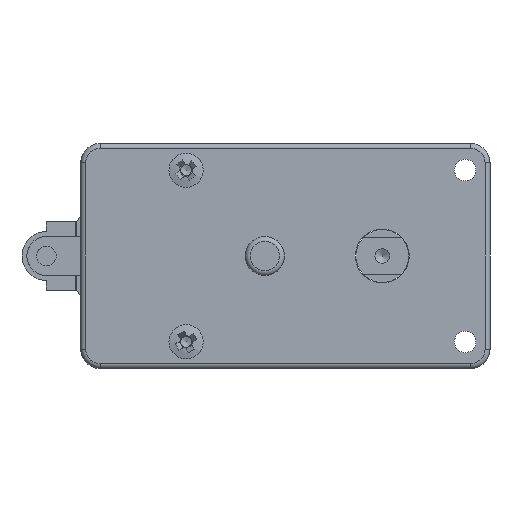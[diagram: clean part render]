
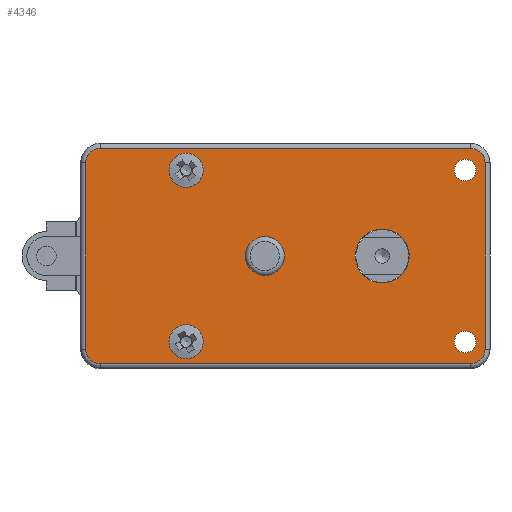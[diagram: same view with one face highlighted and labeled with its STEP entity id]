
A CAD part, front view. The second image highlights one B-rep face of the part: STEP entity #4346.
In plain terms, the highlighted planar face has unit normal (0, -1, 0).
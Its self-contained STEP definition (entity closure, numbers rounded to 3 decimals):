
#199 = AXIS2_PLACEMENT_3D ( 'NONE', #2231, #5456, #5629 ) ;
#258 = EDGE_CURVE ( 'NONE', #2892, #2892, #7354, .T. ) ;
#429 = VERTEX_POINT ( 'NONE', #4564 ) ;
#439 = CIRCLE ( 'NONE', #2275, 1.5 ) ;
#469 = EDGE_CURVE ( 'NONE', #7431, #5957, #6531, .T. ) ;
#517 = CARTESIAN_POINT ( 'NONE',  ( 10.5, -7., -11.5 ) ) ;
#621 = CARTESIAN_POINT ( 'NONE',  ( -18.29, -7., 8.77 ) ) ;
#846 = CARTESIAN_POINT ( 'NONE',  ( -30.3, -7., -11.5 ) ) ;
#863 = CARTESIAN_POINT ( 'NONE',  ( 9., -7., -11. ) ) ;
#894 = ORIENTED_EDGE ( 'NONE', *, *, #3846, .T. ) ;
#950 = CARTESIAN_POINT ( 'NONE',  ( -30.3, -7., 9.5 ) ) ;
#1108 = FACE_BOUND ( 'NONE', #6347, .T. ) ;
#1122 = EDGE_CURVE ( 'NONE', #2575, #7431, #2985, .T. ) ;
#1249 = DIRECTION ( 'NONE',  ( 0., -1., 0. ) ) ;
#1250 = AXIS2_PLACEMENT_3D ( 'NONE', #5326, #2734, #7279 ) ;
#1261 = CARTESIAN_POINT ( 'NONE',  ( 10.5, -7., -9.5 ) ) ;
#1267 = VECTOR ( 'NONE', #3694, 1000. ) ;
#1321 = VERTEX_POINT ( 'NONE', #6838 ) ;
#1345 = EDGE_CURVE ( 'NONE', #5613, #5613, #7935, .T. ) ;
#1483 = EDGE_LOOP ( 'NONE', ( #5510, #894, #5066, #8526, #4322, #3879, #7291, #2645 ) ) ;
#1539 = CARTESIAN_POINT ( 'NONE',  ( 9.56, -7., -8.77 ) ) ;
#1565 = VERTEX_POINT ( 'NONE', #950 ) ;
#1604 = DIRECTION ( 'NONE',  ( 1., 0., 0. ) ) ;
#1910 = AXIS2_PLACEMENT_3D ( 'NONE', #7670, #3555, #6223 ) ;
#1994 = EDGE_LOOP ( 'NONE', ( #4520 ) ) ;
#1997 = CARTESIAN_POINT ( 'NONE',  ( -10., -7., 0. ) ) ;
#2081 = DIRECTION ( 'NONE',  ( 1., 0., 0. ) ) ;
#2129 = CARTESIAN_POINT ( 'NONE',  ( -28.8, -7., 9.5 ) ) ;
#2231 = CARTESIAN_POINT ( 'NONE',  ( 8.46, -7., -8.77 ) ) ;
#2275 = AXIS2_PLACEMENT_3D ( 'NONE', #2129, #6864, #4805 ) ;
#2317 = EDGE_LOOP ( 'NONE', ( #4148 ) ) ;
#2384 = FACE_BOUND ( 'NONE', #1994, .T. ) ;
#2451 = VERTEX_POINT ( 'NONE', #1997 ) ;
#2575 = VERTEX_POINT ( 'NONE', #863 ) ;
#2628 = DIRECTION ( 'NONE',  ( 1., 0., 0. ) ) ;
#2645 = ORIENTED_EDGE ( 'NONE', *, *, #6217, .T. ) ;
#2654 = VERTEX_POINT ( 'NONE', #621 ) ;
#2725 = DIRECTION ( 'NONE',  ( 0., -1., 0. ) ) ;
#2734 = DIRECTION ( 'NONE',  ( 0., 1., 0. ) ) ;
#2842 = CARTESIAN_POINT ( 'NONE',  ( 10.5, -7., 9.5 ) ) ;
#2851 = DIRECTION ( 'NONE',  ( 0., -1., 0. ) ) ;
#2892 = VERTEX_POINT ( 'NONE', #1539 ) ;
#2985 = CIRCLE ( 'NONE', #6900, 1.5 ) ;
#3073 = AXIS2_PLACEMENT_3D ( 'NONE', #4532, #6450, #5076 ) ;
#3099 = CARTESIAN_POINT ( 'NONE',  ( -12., -7., 0. ) ) ;
#3272 = AXIS2_PLACEMENT_3D ( 'NONE', #5478, #5981, #2081 ) ;
#3452 = CARTESIAN_POINT ( 'NONE',  ( 8.46, -7., 8.77 ) ) ;
#3525 = DIRECTION ( 'NONE',  ( 0., 0., -1. ) ) ;
#3555 = DIRECTION ( 'NONE',  ( 0., -1., 0. ) ) ;
#3691 = CIRCLE ( 'NONE', #4964, 2. ) ;
#3694 = DIRECTION ( 'NONE',  ( -1., 0., 0. ) ) ;
#3720 = CARTESIAN_POINT ( 'NONE',  ( -28.8, -7., -9.5 ) ) ;
#3734 = CARTESIAN_POINT ( 'NONE',  ( 9., -7., 9.5 ) ) ;
#3829 = FACE_BOUND ( 'NONE', #2317, .T. ) ;
#3846 = EDGE_CURVE ( 'NONE', #4031, #1321, #7116, .T. ) ;
#3879 = ORIENTED_EDGE ( 'NONE', *, *, #4717, .T. ) ;
#3923 = EDGE_LOOP ( 'NONE', ( #7922 ) ) ;
#4031 = VERTEX_POINT ( 'NONE', #6647 ) ;
#4148 = ORIENTED_EDGE ( 'NONE', *, *, #4243, .F. ) ;
#4243 = EDGE_CURVE ( 'NONE', #5662, #5662, #6562, .T. ) ;
#4322 = ORIENTED_EDGE ( 'NONE', *, *, #469, .T. ) ;
#4346 = ADVANCED_FACE ( 'NONE', ( #5846, #5760, #2384, #3829, #7155, #6369, #1108 ), #7810, .T. ) ;
#4375 = DIRECTION ( 'NONE',  ( 0., -1., 0. ) ) ;
#4485 = EDGE_CURVE ( 'NONE', #5788, #5788, #5596, .T. ) ;
#4520 = ORIENTED_EDGE ( 'NONE', *, *, #5272, .F. ) ;
#4532 = CARTESIAN_POINT ( 'NONE',  ( -30.8, -7., -11.5 ) ) ;
#4564 = CARTESIAN_POINT ( 'NONE',  ( -28.8, -7., 11. ) ) ;
#4651 = CARTESIAN_POINT ( 'NONE',  ( 9., -7., -9.5 ) ) ;
#4717 = EDGE_CURVE ( 'NONE', #5957, #8671, #6153, .T. ) ;
#4805 = DIRECTION ( 'NONE',  ( 1., 0., 0. ) ) ;
#4869 = CARTESIAN_POINT ( 'NONE',  ( 9.56, -7., 8.77 ) ) ;
#4911 = ORIENTED_EDGE ( 'NONE', *, *, #258, .F. ) ;
#4964 = AXIS2_PLACEMENT_3D ( 'NONE', #3099, #4375, #7044 ) ;
#5066 = ORIENTED_EDGE ( 'NONE', *, *, #7221, .T. ) ;
#5076 = DIRECTION ( 'NONE',  ( 1., 0., 0. ) ) ;
#5272 = EDGE_CURVE ( 'NONE', #2654, #2654, #7461, .T. ) ;
#5318 = CARTESIAN_POINT ( 'NONE',  ( 9., -7., 11. ) ) ;
#5326 = CARTESIAN_POINT ( 'NONE',  ( 0., -7., 0. ) ) ;
#5368 = EDGE_CURVE ( 'NONE', #1565, #4031, #5512, .T. ) ;
#5456 = DIRECTION ( 'NONE',  ( 0., -1., 0. ) ) ;
#5478 = CARTESIAN_POINT ( 'NONE',  ( -20.04, -7., 8.77 ) ) ;
#5510 = ORIENTED_EDGE ( 'NONE', *, *, #5368, .T. ) ;
#5512 = LINE ( 'NONE', #846, #8600 ) ;
#5534 = DIRECTION ( 'NONE',  ( 1., 0., 0. ) ) ;
#5596 = CIRCLE ( 'NONE', #1250, 2.75 ) ;
#5613 = VERTEX_POINT ( 'NONE', #6177 ) ;
#5629 = DIRECTION ( 'NONE',  ( 1., 0., 0. ) ) ;
#5662 = VERTEX_POINT ( 'NONE', #4869 ) ;
#5699 = EDGE_CURVE ( 'NONE', #2451, #2451, #3691, .T. ) ;
#5711 = CARTESIAN_POINT ( 'NONE',  ( -30.8, -7., 11. ) ) ;
#5760 = FACE_BOUND ( 'NONE', #3923, .T. ) ;
#5788 = VERTEX_POINT ( 'NONE', #5985 ) ;
#5846 = FACE_OUTER_BOUND ( 'NONE', #1483, .T. ) ;
#5957 = VERTEX_POINT ( 'NONE', #2842 ) ;
#5981 = DIRECTION ( 'NONE',  ( 0., -1., 0. ) ) ;
#5985 = CARTESIAN_POINT ( 'NONE',  ( -2.75, -7., 0. ) ) ;
#6105 = DIRECTION ( 'NONE',  ( 1., 0., 0. ) ) ;
#6153 = CIRCLE ( 'NONE', #7980, 1.5 ) ;
#6177 = CARTESIAN_POINT ( 'NONE',  ( -21.79, -7., -8.77 ) ) ;
#6217 = EDGE_CURVE ( 'NONE', #429, #1565, #439, .T. ) ;
#6223 = DIRECTION ( 'NONE',  ( -1., 0., 0. ) ) ;
#6289 = CARTESIAN_POINT ( 'NONE',  ( 9., -7., -11. ) ) ;
#6347 = EDGE_LOOP ( 'NONE', ( #7121 ) ) ;
#6369 = FACE_BOUND ( 'NONE', #7651, .T. ) ;
#6399 = DIRECTION ( 'NONE',  ( 1., 0., 0. ) ) ;
#6450 = DIRECTION ( 'NONE',  ( 0., -1., 0. ) ) ;
#6499 = VECTOR ( 'NONE', #8614, 1000. ) ;
#6531 = LINE ( 'NONE', #517, #6499 ) ;
#6544 = ORIENTED_EDGE ( 'NONE', *, *, #5699, .F. ) ;
#6562 = CIRCLE ( 'NONE', #7260, 1.1 ) ;
#6647 = CARTESIAN_POINT ( 'NONE',  ( -30.3, -7., -9.5 ) ) ;
#6838 = CARTESIAN_POINT ( 'NONE',  ( -28.8, -7., -11. ) ) ;
#6864 = DIRECTION ( 'NONE',  ( 0., -1., 0. ) ) ;
#6900 = AXIS2_PLACEMENT_3D ( 'NONE', #4651, #2725, #2628 ) ;
#7044 = DIRECTION ( 'NONE',  ( 1., 0., 0. ) ) ;
#7051 = EDGE_LOOP ( 'NONE', ( #4911 ) ) ;
#7116 = CIRCLE ( 'NONE', #8250, 1.5 ) ;
#7121 = ORIENTED_EDGE ( 'NONE', *, *, #4485, .T. ) ;
#7155 = FACE_BOUND ( 'NONE', #7051, .T. ) ;
#7221 = EDGE_CURVE ( 'NONE', #1321, #2575, #7609, .T. ) ;
#7260 = AXIS2_PLACEMENT_3D ( 'NONE', #3452, #1249, #6105 ) ;
#7279 = DIRECTION ( 'NONE',  ( -1., 0., 0. ) ) ;
#7291 = ORIENTED_EDGE ( 'NONE', *, *, #8383, .T. ) ;
#7354 = CIRCLE ( 'NONE', #199, 1.1 ) ;
#7431 = VERTEX_POINT ( 'NONE', #1261 ) ;
#7461 = CIRCLE ( 'NONE', #3272, 1.75 ) ;
#7609 = LINE ( 'NONE', #6289, #8235 ) ;
#7651 = EDGE_LOOP ( 'NONE', ( #6544 ) ) ;
#7670 = CARTESIAN_POINT ( 'NONE',  ( -20.04, -7., -8.77 ) ) ;
#7810 = PLANE ( 'NONE',  #3073 ) ;
#7922 = ORIENTED_EDGE ( 'NONE', *, *, #1345, .F. ) ;
#7935 = CIRCLE ( 'NONE', #1910, 1.75 ) ;
#7980 = AXIS2_PLACEMENT_3D ( 'NONE', #3734, #8477, #6399 ) ;
#8218 = LINE ( 'NONE', #5711, #1267 ) ;
#8235 = VECTOR ( 'NONE', #1604, 1000. ) ;
#8250 = AXIS2_PLACEMENT_3D ( 'NONE', #3720, #2851, #5534 ) ;
#8383 = EDGE_CURVE ( 'NONE', #8671, #429, #8218, .T. ) ;
#8477 = DIRECTION ( 'NONE',  ( 0., -1., 0. ) ) ;
#8526 = ORIENTED_EDGE ( 'NONE', *, *, #1122, .T. ) ;
#8600 = VECTOR ( 'NONE', #3525, 1000. ) ;
#8614 = DIRECTION ( 'NONE',  ( 0., 0., 1. ) ) ;
#8671 = VERTEX_POINT ( 'NONE', #5318 ) ;
